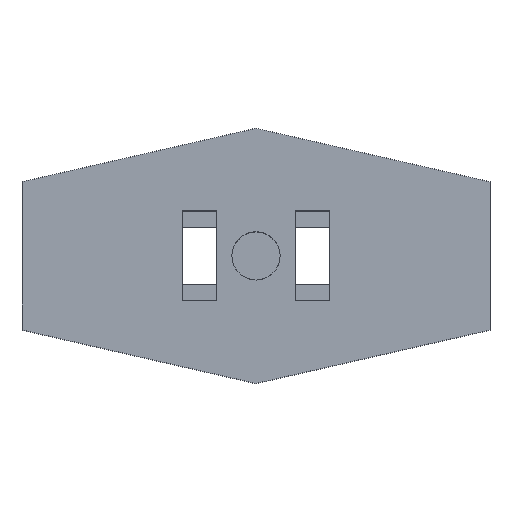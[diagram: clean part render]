
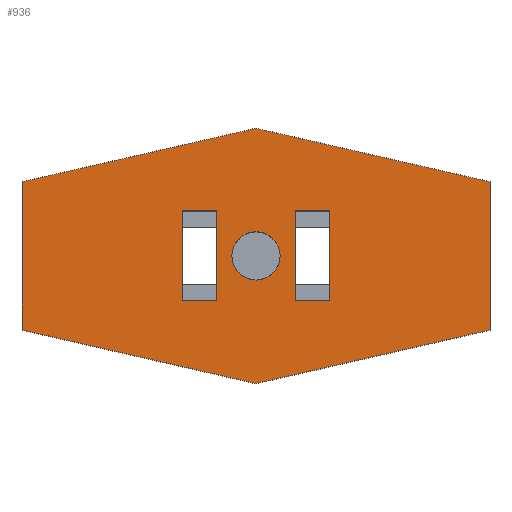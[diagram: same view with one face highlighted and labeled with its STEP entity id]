
A CAD part, top view. The second image highlights one B-rep face of the part: STEP entity #936.
In plain terms, the highlighted planar face has unit normal (0, 0, 1).
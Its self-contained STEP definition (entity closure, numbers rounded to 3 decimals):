
#39=FACE_BOUND('',#161,.T.);
#40=FACE_BOUND('',#162,.T.);
#41=FACE_BOUND('',#163,.T.);
#51=CIRCLE('',#980,1.7);
#101=FACE_OUTER_BOUND('',#160,.T.);
#160=EDGE_LOOP('',(#835,#836,#837,#838,#839,#840));
#161=EDGE_LOOP('',(#841));
#162=EDGE_LOOP('',(#842,#843,#844,#845));
#163=EDGE_LOOP('',(#846,#847,#848,#849));
#173=LINE('',#1253,#283);
#184=LINE('',#1278,#294);
#190=LINE('',#1292,#300);
#199=LINE('',#1311,#309);
#246=LINE('',#1420,#356);
#249=LINE('',#1426,#359);
#253=LINE('',#1435,#363);
#257=LINE('',#1442,#367);
#261=LINE('',#1562,#371);
#262=LINE('',#1564,#372);
#263=LINE('',#1566,#373);
#264=LINE('',#1568,#374);
#270=LINE('',#1584,#380);
#272=LINE('',#1587,#382);
#283=VECTOR('',#1014,10.);
#294=VECTOR('',#1031,10.);
#300=VECTOR('',#1043,10.);
#309=VECTOR('',#1058,10.);
#356=VECTOR('',#1157,10.);
#359=VECTOR('',#1162,10.);
#363=VECTOR('',#1168,10.);
#367=VECTOR('',#1174,10.);
#371=VECTOR('',#1190,10.);
#372=VECTOR('',#1193,10.);
#373=VECTOR('',#1196,10.);
#374=VECTOR('',#1199,10.);
#380=VECTOR('',#1221,10.);
#382=VECTOR('',#1225,10.);
#392=VERTEX_POINT('',#1250);
#393=VERTEX_POINT('',#1252);
#403=VERTEX_POINT('',#1275);
#404=VERTEX_POINT('',#1277);
#408=VERTEX_POINT('',#1289);
#409=VERTEX_POINT('',#1291);
#415=VERTEX_POINT('',#1308);
#416=VERTEX_POINT('',#1310);
#451=VERTEX_POINT('',#1417);
#452=VERTEX_POINT('',#1419);
#454=VERTEX_POINT('',#1425);
#457=VERTEX_POINT('',#1432);
#458=VERTEX_POINT('',#1434);
#460=VERTEX_POINT('',#1440);
#461=VERTEX_POINT('',#1444);
#478=EDGE_CURVE('',#393,#392,#173,.T.);
#490=EDGE_CURVE('',#404,#403,#184,.T.);
#497=EDGE_CURVE('',#409,#408,#190,.T.);
#507=EDGE_CURVE('',#416,#415,#199,.T.);
#560=EDGE_CURVE('',#452,#451,#246,.T.);
#563=EDGE_CURVE('',#454,#452,#249,.T.);
#567=EDGE_CURVE('',#457,#458,#253,.T.);
#571=EDGE_CURVE('',#460,#457,#257,.T.);
#572=EDGE_CURVE('',#461,#461,#51,.T.);
#581=EDGE_CURVE('',#403,#409,#261,.T.);
#582=EDGE_CURVE('',#408,#404,#262,.T.);
#583=EDGE_CURVE('',#415,#393,#263,.T.);
#584=EDGE_CURVE('',#392,#416,#264,.T.);
#592=EDGE_CURVE('',#451,#458,#270,.T.);
#594=EDGE_CURVE('',#460,#454,#272,.T.);
#835=ORIENTED_EDGE('',*,*,#592,.T.);
#836=ORIENTED_EDGE('',*,*,#567,.F.);
#837=ORIENTED_EDGE('',*,*,#571,.F.);
#838=ORIENTED_EDGE('',*,*,#594,.T.);
#839=ORIENTED_EDGE('',*,*,#563,.T.);
#840=ORIENTED_EDGE('',*,*,#560,.T.);
#841=ORIENTED_EDGE('',*,*,#572,.T.);
#842=ORIENTED_EDGE('',*,*,#497,.T.);
#843=ORIENTED_EDGE('',*,*,#582,.T.);
#844=ORIENTED_EDGE('',*,*,#490,.T.);
#845=ORIENTED_EDGE('',*,*,#581,.T.);
#846=ORIENTED_EDGE('',*,*,#478,.T.);
#847=ORIENTED_EDGE('',*,*,#584,.T.);
#848=ORIENTED_EDGE('',*,*,#507,.T.);
#849=ORIENTED_EDGE('',*,*,#583,.T.);
#889=PLANE('',#998);
#936=ADVANCED_FACE('',(#101,#39,#40,#41),#889,.F.);
#980=AXIS2_PLACEMENT_3D('',#1445,#1177,#1178);
#998=AXIS2_PLACEMENT_3D('',#1590,#1229,#1230);
#1014=DIRECTION('',(0.,-1.,0.));
#1031=DIRECTION('',(0.,1.,0.));
#1043=DIRECTION('',(0.,-1.,0.));
#1058=DIRECTION('',(0.,1.,0.));
#1157=DIRECTION('',(-0.975,-0.223,0.));
#1162=DIRECTION('',(-0.975,0.223,0.));
#1168=DIRECTION('',(-0.975,0.223,0.));
#1174=DIRECTION('',(-0.975,-0.223,0.));
#1177=DIRECTION('center_axis',(0.,0.,-1.));
#1178=DIRECTION('ref_axis',(-1.,0.,0.));
#1190=DIRECTION('',(1.,0.,0.));
#1193=DIRECTION('',(-1.,0.,0.));
#1196=DIRECTION('',(1.,0.,0.));
#1199=DIRECTION('',(-1.,0.,0.));
#1221=DIRECTION('',(0.,-1.,0.));
#1225=DIRECTION('',(0.,1.,0.));
#1229=DIRECTION('center_axis',(0.,0.,-1.));
#1230=DIRECTION('ref_axis',(-1.,0.,0.));
#1250=CARTESIAN_POINT('',(-2.798,-3.175,0.));
#1252=CARTESIAN_POINT('',(-2.798,3.175,0.));
#1253=CARTESIAN_POINT('',(-2.798,1.588,0.));
#1275=CARTESIAN_POINT('',(2.802,3.175,0.));
#1277=CARTESIAN_POINT('',(2.802,-3.175,0.));
#1278=CARTESIAN_POINT('',(2.802,-1.588,0.));
#1289=CARTESIAN_POINT('',(5.202,-3.175,0.));
#1291=CARTESIAN_POINT('',(5.202,3.175,0.));
#1292=CARTESIAN_POINT('',(5.202,1.588,0.));
#1308=CARTESIAN_POINT('',(-5.198,3.175,0.));
#1310=CARTESIAN_POINT('',(-5.198,-3.175,0.));
#1311=CARTESIAN_POINT('',(-5.198,-1.588,0.));
#1417=CARTESIAN_POINT('',(-16.5,5.229,0.));
#1419=CARTESIAN_POINT('',(0.,9.,0.));
#1420=CARTESIAN_POINT('',(0.,9.,0.));
#1425=CARTESIAN_POINT('',(16.5,5.229,0.));
#1426=CARTESIAN_POINT('',(17.5,5.,0.));
#1432=CARTESIAN_POINT('',(0.,-9.,0.));
#1434=CARTESIAN_POINT('',(-16.5,-5.229,0.));
#1435=CARTESIAN_POINT('',(0.,-9.,0.));
#1440=CARTESIAN_POINT('',(16.5,-5.229,0.));
#1442=CARTESIAN_POINT('',(17.5,-5.,0.));
#1444=CARTESIAN_POINT('',(1.7,0.,0.));
#1445=CARTESIAN_POINT('Origin',(0.,0.,0.));
#1562=CARTESIAN_POINT('',(1.401,3.175,0.));
#1564=CARTESIAN_POINT('',(2.601,-3.175,0.));
#1566=CARTESIAN_POINT('',(-2.599,3.175,0.));
#1568=CARTESIAN_POINT('',(-1.399,-3.175,0.));
#1584=CARTESIAN_POINT('',(-16.5,-2.5,0.));
#1587=CARTESIAN_POINT('',(16.5,2.5,0.));
#1590=CARTESIAN_POINT('Origin',(0.,0.,0.));
